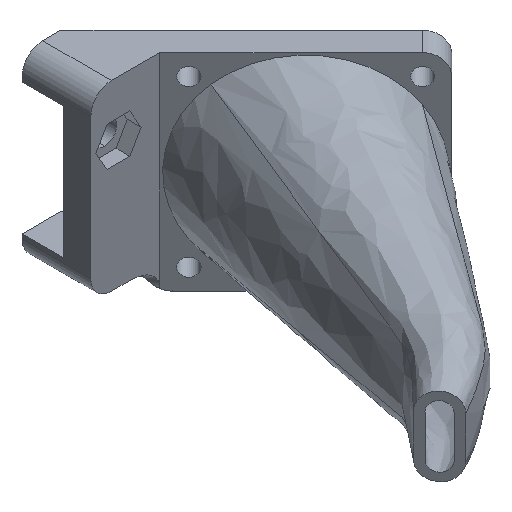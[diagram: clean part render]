
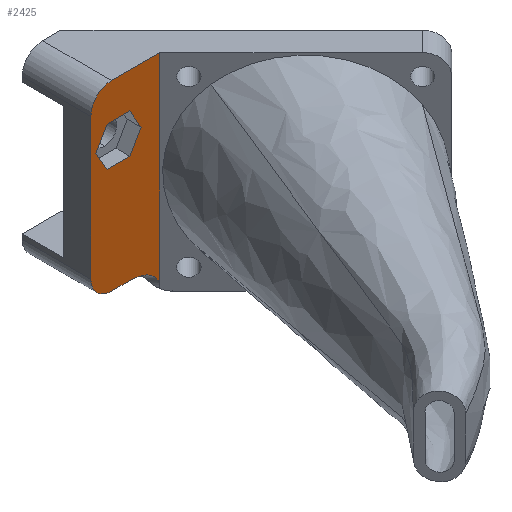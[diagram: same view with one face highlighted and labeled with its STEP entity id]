
A CAD part, isometric view. The second image highlights one B-rep face of the part: STEP entity #2425.
In plain terms, the highlighted planar face has unit normal (0, -1, 0).
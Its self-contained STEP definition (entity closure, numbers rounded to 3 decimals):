
#25 = ORIENTED_EDGE ( 'NONE', *, *, #662, .T. ) ;
#35 = CARTESIAN_POINT ( 'NONE',  ( 7.291, 0., 22. ) ) ;
#51 = DIRECTION ( 'NONE',  ( 0., -1., 0. ) ) ;
#59 = EDGE_CURVE ( 'NONE', #2276, #2108, #1715, .T. ) ;
#64 = CARTESIAN_POINT ( 'NONE',  ( 0., 0., 3.5 ) ) ;
#119 = VECTOR ( 'NONE', #2172, 1000. ) ;
#122 = VERTEX_POINT ( 'NONE', #316 ) ;
#162 = ORIENTED_EDGE ( 'NONE', *, *, #1607, .F. ) ;
#164 = CARTESIAN_POINT ( 'NONE',  ( 5.645, 0., 19.15 ) ) ;
#215 = CARTESIAN_POINT ( 'NONE',  ( 10., 0., 2.257 ) ) ;
#222 = LINE ( 'NONE', #611, #2289 ) ;
#240 = CARTESIAN_POINT ( 'NONE',  ( 5.645, 0., 24.85 ) ) ;
#259 = ORIENTED_EDGE ( 'NONE', *, *, #711, .T. ) ;
#316 = CARTESIAN_POINT ( 'NONE',  ( 2.355, 0., 19.15 ) ) ;
#320 = AXIS2_PLACEMENT_3D ( 'NONE', #1858, #1054, #2461 ) ;
#326 = VECTOR ( 'NONE', #617, 1000. ) ;
#330 = CARTESIAN_POINT ( 'NONE',  ( 8.243, 0., 3.5 ) ) ;
#354 = ORIENTED_EDGE ( 'NONE', *, *, #2467, .T. ) ;
#370 = EDGE_CURVE ( 'NONE', #2077, #2450, #222, .T. ) ;
#399 = ORIENTED_EDGE ( 'NONE', *, *, #59, .T. ) ;
#413 = CARTESIAN_POINT ( 'NONE',  ( 5.645, 0., 19.15 ) ) ;
#445 = CARTESIAN_POINT ( 'NONE',  ( 0.709, 0., 22. ) ) ;
#453 = VECTOR ( 'NONE', #1237, 1000. ) ;
#497 = DIRECTION ( 'NONE',  ( 0.5, 0., -0.866 ) ) ;
#520 = LINE ( 'NONE', #35, #453 ) ;
#549 = EDGE_CURVE ( 'NONE', #668, #1345, #1160, .T. ) ;
#551 = VERTEX_POINT ( 'NONE', #1164 ) ;
#568 = EDGE_LOOP ( 'NONE', ( #1853, #259, #399, #1254, #354, #25, #162 ) ) ;
#576 = LINE ( 'NONE', #901, #1046 ) ;
#611 = CARTESIAN_POINT ( 'NONE',  ( 2.355, 0., 24.85 ) ) ;
#617 = DIRECTION ( 'NONE',  ( 1., 0., 0. ) ) ;
#662 = EDGE_CURVE ( 'NONE', #1310, #1200, #2448, .T. ) ;
#668 = VERTEX_POINT ( 'NONE', #413 ) ;
#703 = VERTEX_POINT ( 'NONE', #1674 ) ;
#711 = EDGE_CURVE ( 'NONE', #551, #2276, #837, .T. ) ;
#783 = CARTESIAN_POINT ( 'NONE',  ( 0., 0., 6.5 ) ) ;
#799 = CIRCLE ( 'NONE', #2363, 3. ) ;
#811 = VECTOR ( 'NONE', #1873, 1000. ) ;
#837 = CIRCLE ( 'NONE', #2190, 3. ) ;
#876 = DIRECTION ( 'NONE',  ( 0., 0., 1. ) ) ;
#901 = CARTESIAN_POINT ( 'NONE',  ( 5.645, 0., 24.85 ) ) ;
#923 = CARTESIAN_POINT ( 'NONE',  ( 7.291, 0., 22. ) ) ;
#970 = CARTESIAN_POINT ( 'NONE',  ( 0., 0., 30. ) ) ;
#995 = VECTOR ( 'NONE', #497, 1000. ) ;
#1031 = CARTESIAN_POINT ( 'NONE',  ( 0., 0., 27. ) ) ;
#1046 = VECTOR ( 'NONE', #1907, 1000. ) ;
#1054 = DIRECTION ( 'NONE',  ( 0., 1., 0. ) ) ;
#1078 = CARTESIAN_POINT ( 'NONE',  ( 3., 0., 27. ) ) ;
#1095 = CARTESIAN_POINT ( 'NONE',  ( 2.355, 0., 19.15 ) ) ;
#1110 = VECTOR ( 'NONE', #2492, 1000. ) ;
#1147 = CARTESIAN_POINT ( 'NONE',  ( 10., 0., 30. ) ) ;
#1160 = LINE ( 'NONE', #164, #2036 ) ;
#1164 = CARTESIAN_POINT ( 'NONE',  ( 3., 0., 30. ) ) ;
#1200 = VERTEX_POINT ( 'NONE', #1484 ) ;
#1218 = DIRECTION ( 'NONE',  ( -0.5, 0., -0.866 ) ) ;
#1229 = EDGE_CURVE ( 'NONE', #122, #668, #1241, .T. ) ;
#1237 = DIRECTION ( 'NONE',  ( -0.5, 0., 0.866 ) ) ;
#1241 = LINE ( 'NONE', #1095, #1110 ) ;
#1254 = ORIENTED_EDGE ( 'NONE', *, *, #1515, .T. ) ;
#1255 = CARTESIAN_POINT ( 'NONE',  ( 3., 0., 6.5 ) ) ;
#1272 = ORIENTED_EDGE ( 'NONE', *, *, #2170, .F. ) ;
#1300 = CARTESIAN_POINT ( 'NONE',  ( 0.709, 0., 22. ) ) ;
#1301 = EDGE_CURVE ( 'NONE', #1519, #2077, #576, .T. ) ;
#1310 = VERTEX_POINT ( 'NONE', #1311 ) ;
#1311 = CARTESIAN_POINT ( 'NONE',  ( 5.757, 0., 3.5 ) ) ;
#1336 = LINE ( 'NONE', #64, #811 ) ;
#1345 = VERTEX_POINT ( 'NONE', #923 ) ;
#1444 = PLANE ( 'NONE',  #320 ) ;
#1449 = DIRECTION ( 'NONE',  ( 0., 0., 1. ) ) ;
#1484 = CARTESIAN_POINT ( 'NONE',  ( 10., 0., 0.5 ) ) ;
#1507 = LINE ( 'NONE', #1300, #995 ) ;
#1515 = EDGE_CURVE ( 'NONE', #2108, #703, #799, .T. ) ;
#1519 = VERTEX_POINT ( 'NONE', #240 ) ;
#1606 = ORIENTED_EDGE ( 'NONE', *, *, #549, .F. ) ;
#1607 = EDGE_CURVE ( 'NONE', #2528, #1200, #1662, .T. ) ;
#1608 = CARTESIAN_POINT ( 'NONE',  ( 0., 0., 30. ) ) ;
#1642 = ORIENTED_EDGE ( 'NONE', *, *, #2361, .F. ) ;
#1662 = LINE ( 'NONE', #1147, #2220 ) ;
#1674 = CARTESIAN_POINT ( 'NONE',  ( 3., 0., 3.5 ) ) ;
#1715 = LINE ( 'NONE', #970, #119 ) ;
#1853 = ORIENTED_EDGE ( 'NONE', *, *, #2254, .F. ) ;
#1858 = CARTESIAN_POINT ( 'NONE',  ( 0., 0., 30. ) ) ;
#1865 = LINE ( 'NONE', #1608, #326 ) ;
#1873 = DIRECTION ( 'NONE',  ( 1., 0., 0. ) ) ;
#1907 = DIRECTION ( 'NONE',  ( -1., 0., 0. ) ) ;
#1908 = CARTESIAN_POINT ( 'NONE',  ( 10., 0., 0.5 ) ) ;
#1971 = DIRECTION ( 'NONE',  ( 0.5, 0., 0.866 ) ) ;
#1979 = CARTESIAN_POINT ( 'NONE',  ( 2.355, 0., 24.85 ) ) ;
#2008 = FACE_BOUND ( 'NONE', #2533, .T. ) ;
#2031 = ORIENTED_EDGE ( 'NONE', *, *, #1229, .F. ) ;
#2036 = VECTOR ( 'NONE', #1971, 1000. ) ;
#2077 = VERTEX_POINT ( 'NONE', #1979 ) ;
#2108 = VERTEX_POINT ( 'NONE', #783 ) ;
#2170 = EDGE_CURVE ( 'NONE', #2450, #122, #1507, .T. ) ;
#2172 = DIRECTION ( 'NONE',  ( 0., 0., -1. ) ) ;
#2190 = AXIS2_PLACEMENT_3D ( 'NONE', #1078, #2290, #876 ) ;
#2220 = VECTOR ( 'NONE', #2542, 1000. ) ;
#2246 = ORIENTED_EDGE ( 'NONE', *, *, #370, .F. ) ;
#2254 = EDGE_CURVE ( 'NONE', #551, #2528, #1865, .T. ) ;
#2276 = VERTEX_POINT ( 'NONE', #1031 ) ;
#2284 = ORIENTED_EDGE ( 'NONE', *, *, #1301, .F. ) ;
#2289 = VECTOR ( 'NONE', #1218, 1000. ) ;
#2290 = DIRECTION ( 'NONE',  ( 0., -1., 0. ) ) ;
#2361 = EDGE_CURVE ( 'NONE', #1345, #1519, #520, .T. ) ;
#2363 = AXIS2_PLACEMENT_3D ( 'NONE', #1255, #51, #1449 ) ;
#2421 = CARTESIAN_POINT ( 'NONE',  ( 5.757, 0., 3.5 ) ) ;
#2425 = ADVANCED_FACE ( 'NONE', ( #2008, #2469 ), #1444, .F. ) ;
#2448 =( BOUNDED_CURVE ( )  B_SPLINE_CURVE ( 3, ( #2421, #330, #215, #1908 ),
 .UNSPECIFIED., .F., .F. ) 
 B_SPLINE_CURVE_WITH_KNOTS ( ( 4, 4 ),
 ( 4.712, 6.283 ),
 .UNSPECIFIED. ) 
 CURVE ( )  GEOMETRIC_REPRESENTATION_ITEM ( )  RATIONAL_B_SPLINE_CURVE ( ( 1., 0.805, 0.805, 1. ) ) 
 REPRESENTATION_ITEM ( '' )  );
#2450 = VERTEX_POINT ( 'NONE', #445 ) ;
#2461 = DIRECTION ( 'NONE',  ( 0., 0., 1. ) ) ;
#2467 = EDGE_CURVE ( 'NONE', #703, #1310, #1336, .T. ) ;
#2469 = FACE_OUTER_BOUND ( 'NONE', #568, .T. ) ;
#2476 = CARTESIAN_POINT ( 'NONE',  ( 10., 0., 30. ) ) ;
#2492 = DIRECTION ( 'NONE',  ( 1., 0., 0. ) ) ;
#2528 = VERTEX_POINT ( 'NONE', #2476 ) ;
#2533 = EDGE_LOOP ( 'NONE', ( #1642, #1606, #2031, #1272, #2246, #2284 ) ) ;
#2542 = DIRECTION ( 'NONE',  ( 0., 0., -1. ) ) ;
